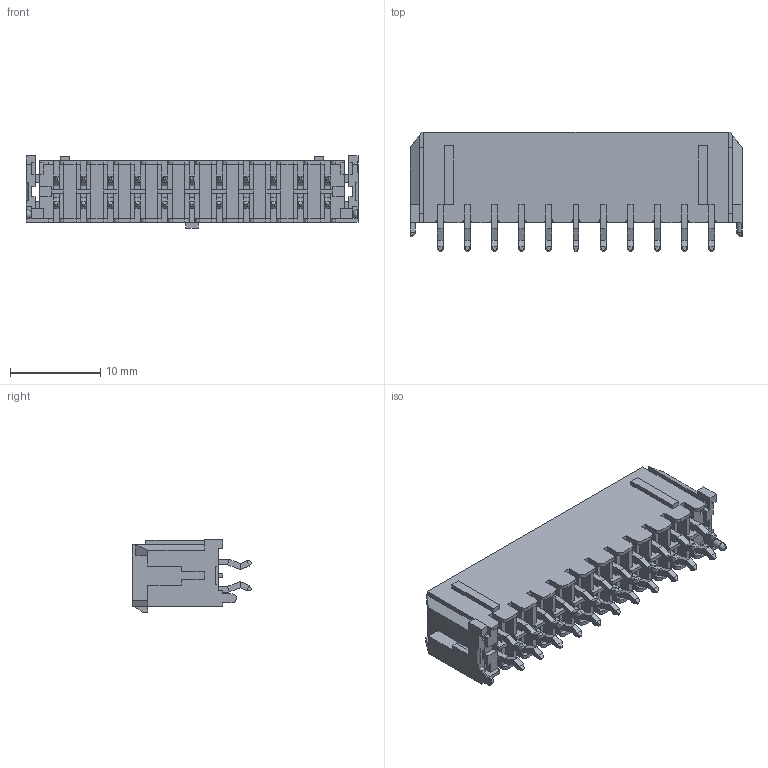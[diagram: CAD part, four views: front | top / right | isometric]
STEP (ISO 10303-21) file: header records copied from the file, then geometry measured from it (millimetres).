
FILE_DESCRIPTION (( 'STEP AP214' ), '1' );
FILE_NAME ('FWF30001-D22S22K6K-REF .STEP', '2026-02-26T09:35:15', ( '' ), ( '' ), 'SwSTEP 2.0', 'SolidWorks 2021', '' );
FILE_SCHEMA (( 'AUTOMOTIVE_DESIGN' ));
Length unit declared in the file: millimetre
Products named in the file (1): FWF30001-D22S22K6K-REF 
Bounding box: 36.7 x 13.2 x 8.02 mm (x, y, z)
Volume: 1242 mm3; surface area: 3836.2 mm2
Topology: 1 solids, 1 shells, 1166 faces, 2859 edges, 1736 vertices
Faces by surface type: plane 1114, cylinder 50, sphere 2
Entity records: 44655 total; most frequent: CARTESIAN_POINT 5756, ORIENTED_EDGE 5710, DIRECTION 5289, EDGE_CURVE 2855, VECTOR 2755, LINE 2755, VERTEX_POINT 1734, AXIS2_PLACEMENT_3D 1267
